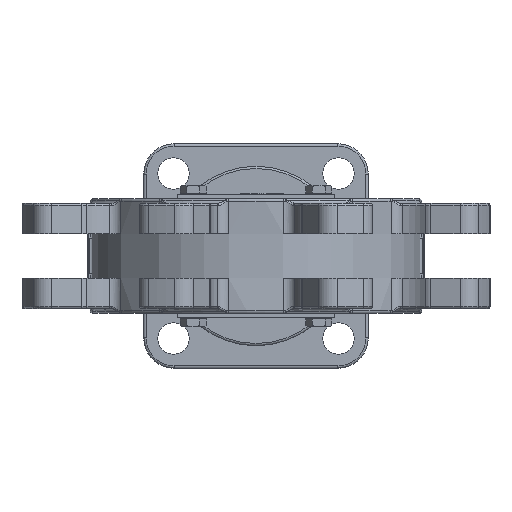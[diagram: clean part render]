
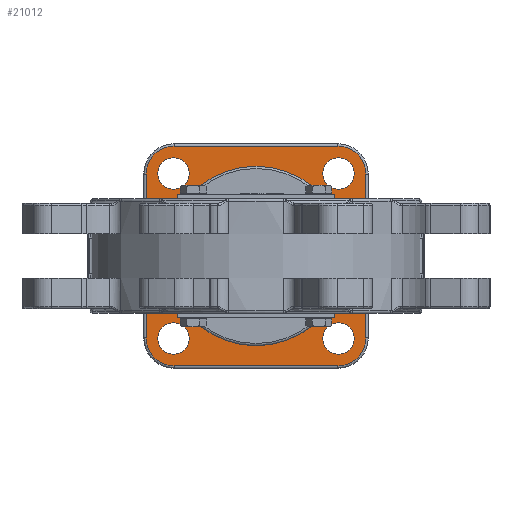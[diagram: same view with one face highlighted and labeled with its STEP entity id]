
A CAD part, front view. The second image highlights one B-rep face of the part: STEP entity #21012.
In plain terms, the highlighted planar face has unit normal (0, -1, 0).
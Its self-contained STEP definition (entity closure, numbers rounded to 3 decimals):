
#851=FACE_BOUND('',#3572,.T.);
#852=FACE_BOUND('',#3573,.T.);
#853=FACE_BOUND('',#3574,.T.);
#854=FACE_BOUND('',#3575,.T.);
#855=FACE_BOUND('',#3576,.T.);
#1090=PLANE('',#23965);
#2276=FACE_OUTER_BOUND('',#3571,.T.);
#3571=EDGE_LOOP('',(#17802,#17803,#17804,#17805,#17806,#17807,#17808,#17809));
#3572=EDGE_LOOP('',(#17810));
#3573=EDGE_LOOP('',(#17811));
#3574=EDGE_LOOP('',(#17812));
#3575=EDGE_LOOP('',(#17813));
#3576=EDGE_LOOP('',(#17814));
#5277=CIRCLE('',#23934,40.);
#5281=CIRCLE('',#23939,12.5);
#5284=CIRCLE('',#23944,12.5);
#5288=CIRCLE('',#23950,12.5);
#5292=CIRCLE('',#23956,12.5);
#5296=CIRCLE('',#23966,7.);
#5297=CIRCLE('',#23967,7.);
#5298=CIRCLE('',#23968,7.);
#5299=CIRCLE('',#23969,7.);
#6373=LINE('',#38429,#7471);
#6375=LINE('',#38441,#7473);
#6377=LINE('',#38453,#7475);
#6379=LINE('',#38462,#7477);
#7471=VECTOR('',#30502,10.);
#7473=VECTOR('',#30516,10.);
#7475=VECTOR('',#30530,10.);
#7477=VECTOR('',#30542,10.);
#9187=VERTEX_POINT('',#38413);
#9188=VERTEX_POINT('',#38417);
#9191=VERTEX_POINT('',#38422);
#9193=VERTEX_POINT('',#38427);
#9195=VERTEX_POINT('',#38433);
#9197=VERTEX_POINT('',#38439);
#9199=VERTEX_POINT('',#38445);
#9201=VERTEX_POINT('',#38451);
#9203=VERTEX_POINT('',#38457);
#9209=VERTEX_POINT('',#38483);
#9210=VERTEX_POINT('',#38485);
#9211=VERTEX_POINT('',#38487);
#9212=VERTEX_POINT('',#38489);
#12061=EDGE_CURVE('',#9187,#9187,#5277,.T.);
#12065=EDGE_CURVE('',#9191,#9188,#5281,.T.);
#12067=EDGE_CURVE('',#9193,#9191,#6373,.T.);
#12070=EDGE_CURVE('',#9195,#9193,#5284,.T.);
#12073=EDGE_CURVE('',#9197,#9195,#6375,.T.);
#12076=EDGE_CURVE('',#9199,#9197,#5288,.T.);
#12079=EDGE_CURVE('',#9201,#9199,#6377,.T.);
#12082=EDGE_CURVE('',#9203,#9201,#5292,.T.);
#12084=EDGE_CURVE('',#9188,#9203,#6379,.T.);
#12095=EDGE_CURVE('',#9209,#9209,#5296,.T.);
#12096=EDGE_CURVE('',#9210,#9210,#5297,.T.);
#12097=EDGE_CURVE('',#9211,#9211,#5298,.T.);
#12098=EDGE_CURVE('',#9212,#9212,#5299,.T.);
#17802=ORIENTED_EDGE('',*,*,#12065,.F.);
#17803=ORIENTED_EDGE('',*,*,#12067,.F.);
#17804=ORIENTED_EDGE('',*,*,#12070,.F.);
#17805=ORIENTED_EDGE('',*,*,#12073,.F.);
#17806=ORIENTED_EDGE('',*,*,#12076,.F.);
#17807=ORIENTED_EDGE('',*,*,#12079,.F.);
#17808=ORIENTED_EDGE('',*,*,#12082,.F.);
#17809=ORIENTED_EDGE('',*,*,#12084,.F.);
#17810=ORIENTED_EDGE('',*,*,#12095,.T.);
#17811=ORIENTED_EDGE('',*,*,#12096,.T.);
#17812=ORIENTED_EDGE('',*,*,#12097,.T.);
#17813=ORIENTED_EDGE('',*,*,#12098,.T.);
#17814=ORIENTED_EDGE('',*,*,#12061,.T.);
#21012=ADVANCED_FACE('',(#2276,#851,#852,#853,#854,#855),#1090,.T.);
#23934=AXIS2_PLACEMENT_3D('',#38415,#30486,#30487);
#23939=AXIS2_PLACEMENT_3D('',#38424,#30496,#30497);
#23944=AXIS2_PLACEMENT_3D('',#38435,#30508,#30509);
#23950=AXIS2_PLACEMENT_3D('',#38447,#30522,#30523);
#23956=AXIS2_PLACEMENT_3D('',#38459,#30536,#30537);
#23965=AXIS2_PLACEMENT_3D('',#38482,#30563,#30564);
#23966=AXIS2_PLACEMENT_3D('',#38484,#30565,#30566);
#23967=AXIS2_PLACEMENT_3D('',#38486,#30567,#30568);
#23968=AXIS2_PLACEMENT_3D('',#38488,#30569,#30570);
#23969=AXIS2_PLACEMENT_3D('',#38490,#30571,#30572);
#30486=DIRECTION('center_axis',(0.,1.,0.));
#30487=DIRECTION('ref_axis',(1.,0.,0.));
#30496=DIRECTION('center_axis',(0.,1.,0.));
#30497=DIRECTION('ref_axis',(-0.707,0.,0.707));
#30502=DIRECTION('',(0.,0.,1.));
#30508=DIRECTION('center_axis',(0.,1.,0.));
#30509=DIRECTION('ref_axis',(-0.707,0.,-0.707));
#30516=DIRECTION('',(-1.,0.,0.));
#30522=DIRECTION('center_axis',(0.,1.,0.));
#30523=DIRECTION('ref_axis',(0.707,0.,-0.707));
#30530=DIRECTION('',(0.,0.,-1.));
#30536=DIRECTION('center_axis',(0.,1.,0.));
#30537=DIRECTION('ref_axis',(0.707,0.,0.707));
#30542=DIRECTION('',(1.,0.,0.));
#30563=DIRECTION('center_axis',(0.,-1.,0.));
#30564=DIRECTION('ref_axis',(0.,0.,-1.));
#30565=DIRECTION('center_axis',(0.,1.,0.));
#30566=DIRECTION('ref_axis',(-1.,0.,0.));
#30567=DIRECTION('center_axis',(0.,1.,0.));
#30568=DIRECTION('ref_axis',(-1.,0.,0.));
#30569=DIRECTION('center_axis',(0.,1.,0.));
#30570=DIRECTION('ref_axis',(-1.,0.,0.));
#30571=DIRECTION('center_axis',(0.,1.,0.));
#30572=DIRECTION('ref_axis',(-1.,0.,0.));
#38413=CARTESIAN_POINT('',(-40.,-11.,0.));
#38415=CARTESIAN_POINT('Origin',(0.,-11.,0.));
#38417=CARTESIAN_POINT('',(-36.5,-11.,49.));
#38422=CARTESIAN_POINT('',(-49.,-11.,36.5));
#38424=CARTESIAN_POINT('Origin',(-36.5,-11.,36.5));
#38427=CARTESIAN_POINT('',(-49.,-11.,-36.5));
#38429=CARTESIAN_POINT('',(-49.,-11.,-18.25));
#38433=CARTESIAN_POINT('',(-36.5,-11.,-49.));
#38435=CARTESIAN_POINT('Origin',(-36.5,-11.,-36.5));
#38439=CARTESIAN_POINT('',(36.5,-11.,-49.));
#38441=CARTESIAN_POINT('',(18.25,-11.,-49.));
#38445=CARTESIAN_POINT('',(49.,-11.,-36.5));
#38447=CARTESIAN_POINT('Origin',(36.5,-11.,-36.5));
#38451=CARTESIAN_POINT('',(49.,-11.,36.5));
#38453=CARTESIAN_POINT('',(49.,-11.,18.25));
#38457=CARTESIAN_POINT('',(36.5,-11.,49.));
#38459=CARTESIAN_POINT('Origin',(36.5,-11.,36.5));
#38462=CARTESIAN_POINT('',(-18.25,-11.,49.));
#38482=CARTESIAN_POINT('Origin',(0.,-11.,0.));
#38483=CARTESIAN_POINT('',(29.77,-11.,36.77));
#38484=CARTESIAN_POINT('Origin',(36.77,-11.,36.77));
#38485=CARTESIAN_POINT('',(-43.77,-11.,36.77));
#38486=CARTESIAN_POINT('Origin',(-36.77,-11.,36.77));
#38487=CARTESIAN_POINT('',(-43.77,-11.,-36.77));
#38488=CARTESIAN_POINT('Origin',(-36.77,-11.,-36.77));
#38489=CARTESIAN_POINT('',(29.77,-11.,-36.77));
#38490=CARTESIAN_POINT('Origin',(36.77,-11.,-36.77));
